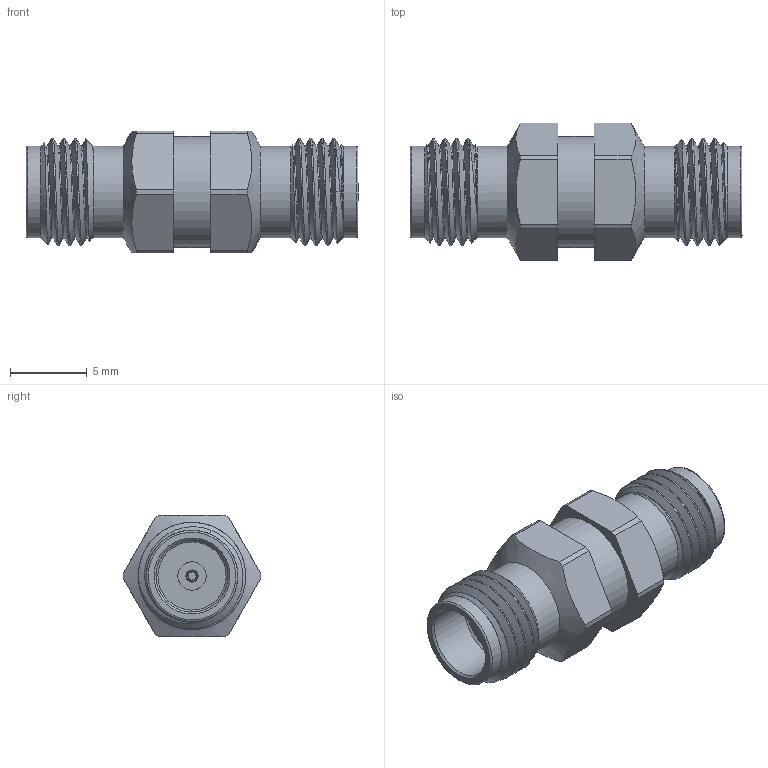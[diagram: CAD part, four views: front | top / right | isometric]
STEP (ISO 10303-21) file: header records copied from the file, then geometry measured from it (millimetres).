
FILE_DESCRIPTION (( 'STEP AP203' ), '1' );
FILE_NAME ('PE91115_3D.step', '2021-05-17T16:00:48', ( '' ), ( '' ), 'SwSTEP 2.0', 'SolidWorks 2020', '' );
FILE_SCHEMA (( 'CONFIG_CONTROL_DESIGN' ));
Length unit declared in the file: inch
Products named in the file (1): PE91115_3D
Bounding box: 21.64 x 8.97 x 7.94 mm (x, y, z)
Volume: 702.1 mm3; surface area: 836.6 mm2
Topology: 1 solids, 1 shells, 113 faces, 297 edges, 196 vertices
Faces by surface type: plane 56, cylinder 27, cone 22, bspline 6, torus 2
Full cylindrical faces by diameter (mm): 0.533 x2, 0.787 x2, 1.85 x2, 4.699 x2, 5.963 x4, 7.24 x1
Entity records: 5663 total; most frequent: CARTESIAN_POINT 3000, DIRECTION 528, ORIENTED_EDGE 524, EDGE_CURVE 262, AXIS2_PLACEMENT_3D 212, VERTEX_POINT 184, EDGE_LOOP 146, FACE_OUTER_BOUND 128
